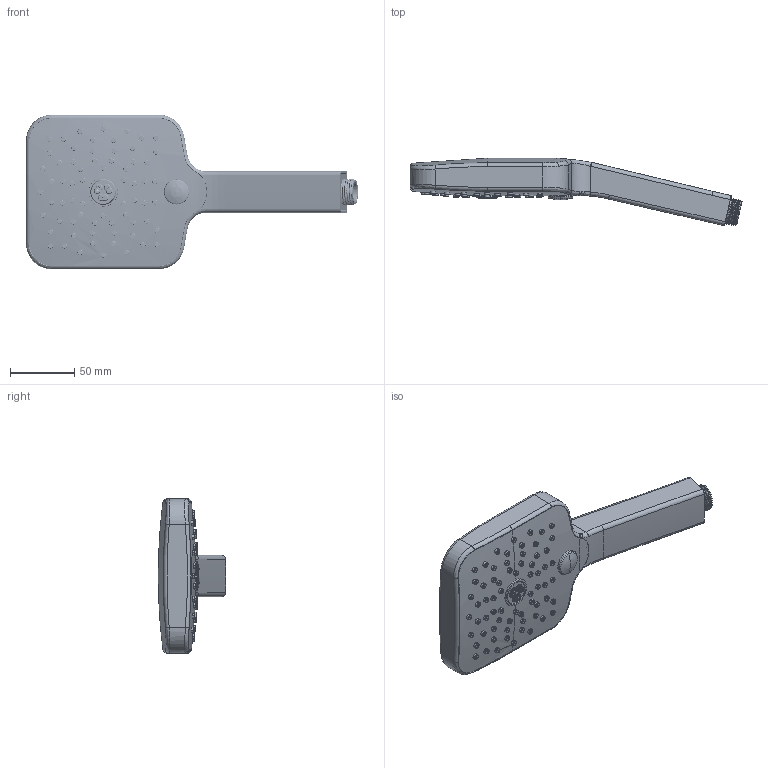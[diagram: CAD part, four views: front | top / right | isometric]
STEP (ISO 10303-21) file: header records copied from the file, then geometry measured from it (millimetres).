
FILE_DESCRIPTION((''),'2;1');
FILE_NAME('BS2705QSE_ASM_ASM','2023-10-12T14:49:37',('Administrator'),(''),'CREO PARAMETRIC BY PTC INC, 2021063','CREO PARAMETRIC BY PTC INC, 2021063','');
FILE_SCHEMA(('CONFIG_CONTROL_DESIGN'));
Products named in the file (30): S177301-01_1; S177301-02_1; S177301-06_1; S177301-04_1; S177301-05_1; S177301-03_1; S167301-07_1; 01_1542_CP_ST1013_01_PIN_DE_1; 01_1544_INS_BUT_3S_SWIRL_1_1; 01_1544_INS_BUT_3S_SWIRL_1_2; 01_1544_INS_BUT_3S_SWIRL_1_ASM; NEW_STRUCTURE_BUTTON_COVER_1; 01_1543_CP_ST1013_01_PLATE_DE_1; 02_0371_GUARNIZIONE_DEVIATORE_1; 04_0165_PIATTELLO_DEV_CON_GUARN_ASM; 01_1539_GIRANTE_VORTEX_1; 01_0507_SFERA_MASSAGGIO_1; 01_1541_CAP_MASS_NOVA_120_3S_SW; O-RING_15X1_5_1; 03_1623_PIN_DEV_3S_SWIRL_1; UPDATED_SPRING_BUT_3S_SWIRL_1; S167301-16_1; O-RING_11_1X1-78_1; WD-22110023_1; S177301-07_1; 01_1017_BODY_FL_LIM_6_D15_1; OR_6_1X1_6_1; 80_0339_FL_LIM_6_L-MIN_D15_ASM_ASM; BS2705QSE_ASM_1_ASM; BS2705QSE_ASM_ASM
Assembly tree (32 placements, depth 4):
  BS2705QSE_ASM_ASM
    BS2705QSE_ASM_1_ASM
      S177301-01_1
      S177301-02_1
      S177301-06_1
      S177301-04_1
      S177301-05_1
      S177301-03_1
      S167301-07_1
      01_1542_CP_ST1013_01_PIN_DE_1
      01_1544_INS_BUT_3S_SWIRL_1_ASM
        01_1544_INS_BUT_3S_SWIRL_1_1
        01_1544_INS_BUT_3S_SWIRL_1_2
      NEW_STRUCTURE_BUTTON_COVER_1
      04_0165_PIATTELLO_DEV_CON_GUARN_ASM
        01_1543_CP_ST1013_01_PLATE_DE_1
        02_0371_GUARNIZIONE_DEVIATORE_1
      01_1539_GIRANTE_VORTEX_1
      01_0507_SFERA_MASSAGGIO_1
      01_1541_CAP_MASS_NOVA_120_3S_SW
      O-RING_15X1_5_1
      03_1623_PIN_DEV_3S_SWIRL_1
      UPDATED_SPRING_BUT_3S_SWIRL_1
      S167301-16_1
      O-RING_11_1X1-78_1
      WD-22110023_1  x4
      S177301-07_1
      80_0339_FL_LIM_6_L-MIN_D15_ASM_ASM
        01_1017_BODY_FL_LIM_6_D15_1
        OR_6_1X1_6_1
Bounding box: 258.11 x 52.48 x 120 mm (x, y, z)
Volume: 213643.6 mm3; surface area: 208944.4 mm2
Topology: 27 solids, 27 shells, 3046 faces, 8842 edges, 5901 vertices
Faces by surface type: cylinder 1137, plane 797, cone 490, torus 337, bspline 201, sphere 58, extrusion 26
Entity records: 123626 total; most frequent: CARTESIAN_POINT 51562, ORIENTED_EDGE 16218, DIRECTION 13474, EDGE_CURVE 8109, AXIS2_PLACEMENT_3D 5505, VERTEX_POINT 5502, EDGE_LOOP 3353, B_SPLINE_CURVE_WITH_KNOTS 2858
